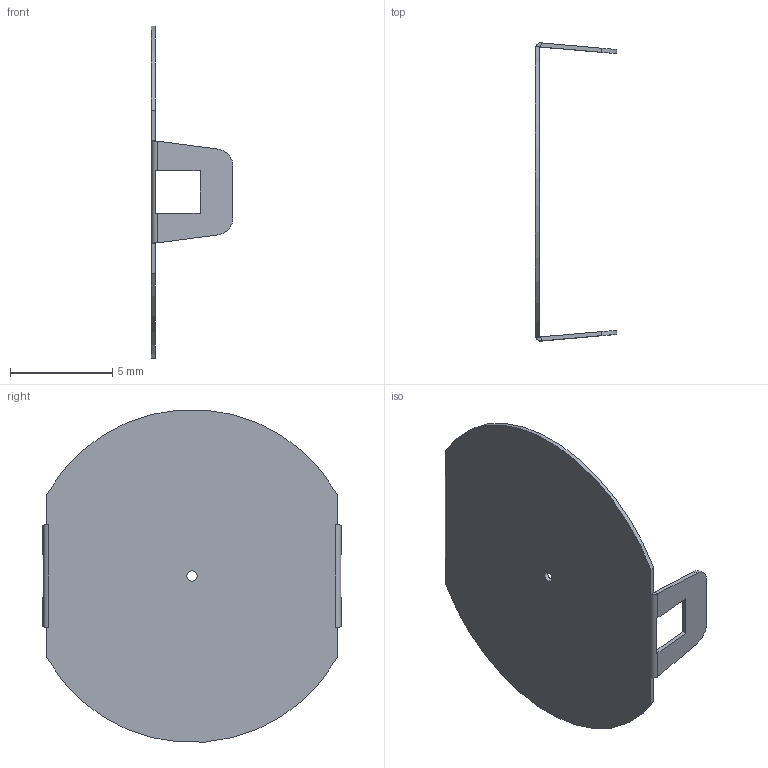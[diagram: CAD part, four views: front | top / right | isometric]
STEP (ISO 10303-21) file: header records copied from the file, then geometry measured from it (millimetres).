
FILE_DESCRIPTION((''),'2;1');
FILE_NAME('159595_ASM','2011-12-14T',('banengservice'),('BANNER ENGINEERING'),'PRO/ENGINEER BY PARAMETRIC TECHNOLOGY CORPORATION, 2009141','PRO/ENGINEER BY PARAMETRIC TECHNOLOGY CORPORATION, 2009141','');
FILE_SCHEMA(('CONFIG_CONTROL_DESIGN'));
Length unit declared in the file: millimetre
Products named in the file (2): 65352; 159595_ASM
Assembly tree (1 placements, depth 2):
  159595_ASM
    65352
Bounding box: 4 x 14.59 x 16.25 mm (x, y, z)
Volume: 44.6 mm3; surface area: 462.4 mm2
Topology: 1 solids, 1 shells, 48 faces, 134 edges, 84 vertices
Faces by surface type: plane 30, cylinder 14, bspline 4
Entity records: 1789 total; most frequent: CARTESIAN_POINT 485, ORIENTED_EDGE 268, DIRECTION 252, EDGE_CURVE 134, VECTOR 94, LINE 94, VERTEX_POINT 84, AXIS2_PLACEMENT_3D 79
